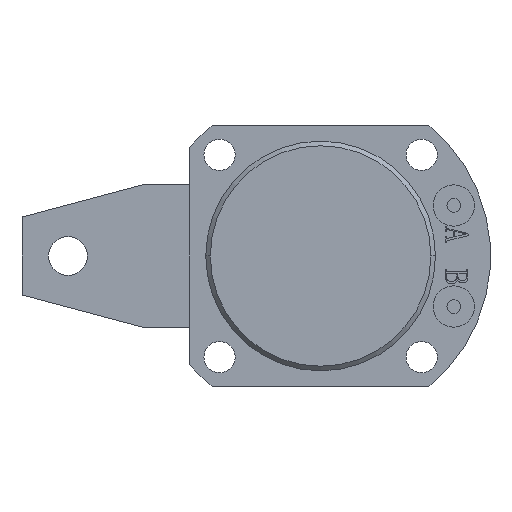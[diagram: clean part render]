
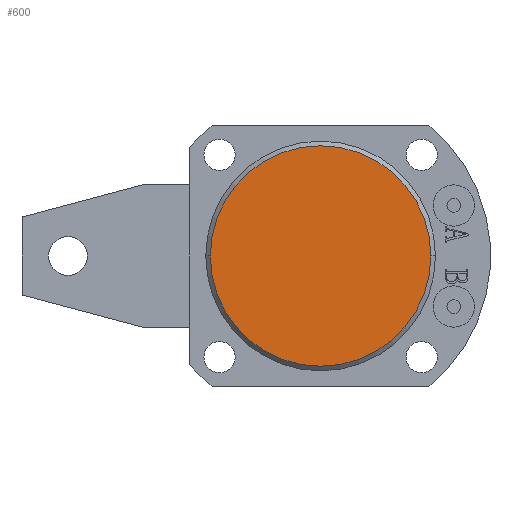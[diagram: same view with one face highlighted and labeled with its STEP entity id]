
A CAD part, front view. The second image highlights one B-rep face of the part: STEP entity #600.
In plain terms, the highlighted face is planar.
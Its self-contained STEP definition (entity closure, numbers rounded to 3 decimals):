
#600 = ADVANCED_FACE ( 'NONE', ( #4301 ), #5585, .T. ) ;
#847 = CARTESIAN_POINT ( 'NONE',  ( 0., 0., 85. ) ) ;
#848 = DIRECTION ( 'NONE',  ( 0., 0., 1. ) ) ;
#849 = DIRECTION ( 'NONE',  ( 1., 0., 0. ) ) ;
#1126 = CARTESIAN_POINT ( 'NONE',  ( 0., 0., 85. ) ) ;
#1127 = DIRECTION ( 'NONE',  ( 0., 0., 1. ) ) ;
#1128 = DIRECTION ( 'NONE',  ( 1., 0., 0. ) ) ;
#1230 = CARTESIAN_POINT ( 'NONE',  ( -24., 0., 85. ) ) ;
#1261 = CARTESIAN_POINT ( 'NONE',  ( 24., 0., 85. ) ) ;
#1943 = EDGE_LOOP ( 'NONE', ( #3975, #3949 ) ) ;
#2031 = EDGE_CURVE ( 'NONE', #3857, #2954, #6669, .T. ) ;
#2103 = EDGE_CURVE ( 'NONE', #2954, #3857, #3996, .T. ) ;
#2954 = VERTEX_POINT ( 'NONE', #1230 ) ;
#3279 = AXIS2_PLACEMENT_3D ( 'NONE', #5583, #5588, #5589 ) ;
#3396 = AXIS2_PLACEMENT_3D ( 'NONE', #847, #848, #849 ) ;
#3857 = VERTEX_POINT ( 'NONE', #1261 ) ;
#3949 = ORIENTED_EDGE ( 'NONE', *, *, #2031, .T. ) ;
#3975 = ORIENTED_EDGE ( 'NONE', *, *, #2103, .T. ) ;
#3996 = CIRCLE ( 'NONE', #5641, 24. ) ;
#4301 = FACE_OUTER_BOUND ( 'NONE', #1943, .T. ) ;
#5583 = CARTESIAN_POINT ( 'NONE',  ( 0., 0., 85. ) ) ;
#5585 = PLANE ( 'NONE',  #3279 ) ;
#5588 = DIRECTION ( 'NONE',  ( 0., 0., 1. ) ) ;
#5589 = DIRECTION ( 'NONE',  ( 1., 0., 0. ) ) ;
#5641 = AXIS2_PLACEMENT_3D ( 'NONE', #1126, #1127, #1128 ) ;
#6669 = CIRCLE ( 'NONE', #3396, 24. ) ;
